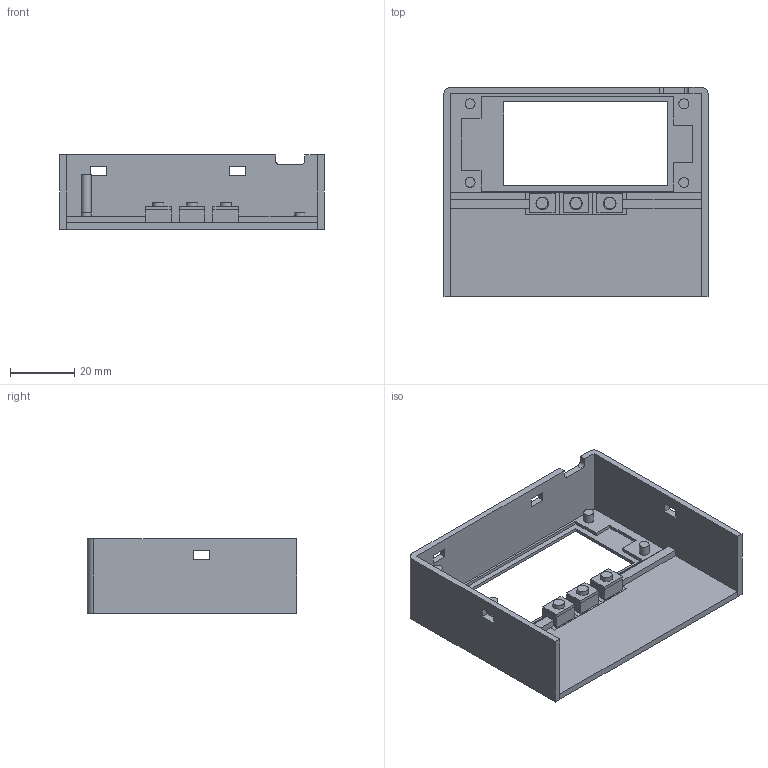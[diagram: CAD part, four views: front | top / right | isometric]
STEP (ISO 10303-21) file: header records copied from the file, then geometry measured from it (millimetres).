
FILE_DESCRIPTION(('FreeCAD Model'),'2;1');
FILE_NAME('Open CASCADE Shape Model','2024-06-11T02:12:09',(''),(''), 'Open CASCADE STEP processor 7.6','FreeCAD','Unknown');
FILE_SCHEMA(('AUTOMOTIVE_DESIGN { 1 0 10303 214 1 1 1 1 }'));
Length unit declared in the file: millimetre
Products named in the file (5): BoxV2; Screen; Buttons; Bottom; Wall
Assembly tree (4 placements, depth 2):
  BoxV2
    Screen
    Buttons
    Bottom
    Wall
Bounding box: 82 x 65 x 23 mm (x, y, z)
Volume: 17111.8 mm3; surface area: 20914.4 mm2
Topology: 9 solids, 9 shells, 234 faces, 542 edges, 343 vertices
Faces by surface type: plane 179, cylinder 22, torus 18, bspline 15
Full cylindrical faces by diameter (mm): 3.1 x6, 3.5 x6, 3.9 x6
Entity records: 8099 total; most frequent: CARTESIAN_POINT 2048, ORIENTED_EDGE 1084, DIRECTION 1038, EDGE_CURVE 542, LINE 410, VECTOR 410, VERTEX_POINT 343, AXIS2_PLACEMENT_3D 314
